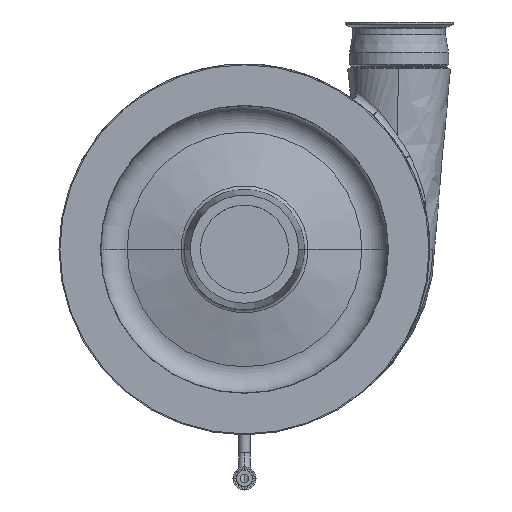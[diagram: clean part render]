
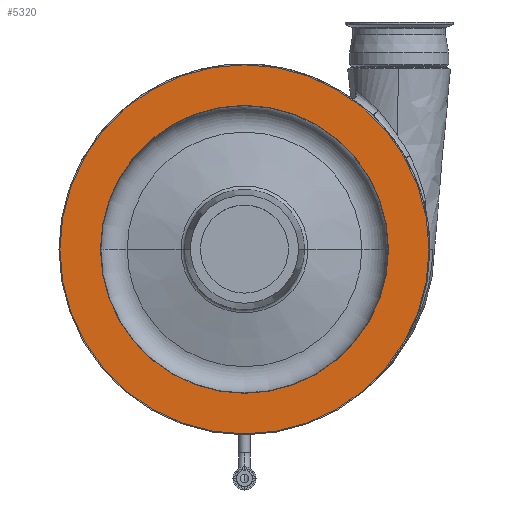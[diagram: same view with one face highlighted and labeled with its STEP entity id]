
A CAD part, top view. The second image highlights one B-rep face of the part: STEP entity #5320.
In plain terms, the highlighted planar face has unit normal (0, 0, 1).
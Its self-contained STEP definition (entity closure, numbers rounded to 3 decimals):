
#197 = DIRECTION ( 'NONE',  ( -1., 0., 0. ) ) ;
#260 = ORIENTED_EDGE ( 'NONE', *, *, #1047, .T. ) ;
#406 = VERTEX_POINT ( 'NONE', #2249 ) ;
#586 = FACE_OUTER_BOUND ( 'NONE', #10188, .T. ) ;
#771 = PLANE ( 'NONE',  #11336 ) ;
#836 = CARTESIAN_POINT ( 'NONE',  ( 203., 0., 257. ) ) ;
#1006 = EDGE_LOOP ( 'NONE', ( #10356, #260 ) ) ;
#1047 = EDGE_CURVE ( 'NONE', #406, #3826, #11851, .T. ) ;
#1130 = DIRECTION ( 'NONE',  ( 0., 0., -1. ) ) ;
#1664 = ORIENTED_EDGE ( 'NONE', *, *, #11355, .F. ) ;
#1791 = AXIS2_PLACEMENT_3D ( 'NONE', #5089, #11019, #197 ) ;
#2249 = CARTESIAN_POINT ( 'NONE',  ( 158.354, 0., 257. ) ) ;
#2975 = DIRECTION ( 'NONE',  ( -1., 0., 0. ) ) ;
#3000 = CARTESIAN_POINT ( 'NONE',  ( 0., 0., 257. ) ) ;
#3061 = CARTESIAN_POINT ( 'NONE',  ( -203., 0., 257. ) ) ;
#3132 = AXIS2_PLACEMENT_3D ( 'NONE', #10217, #7932, #6944 ) ;
#3781 = DIRECTION ( 'NONE',  ( 0., 0., 1. ) ) ;
#3826 = VERTEX_POINT ( 'NONE', #4865 ) ;
#4182 = VERTEX_POINT ( 'NONE', #3061 ) ;
#4229 = EDGE_CURVE ( 'NONE', #4182, #11136, #12331, .T. ) ;
#4865 = CARTESIAN_POINT ( 'NONE',  ( -158.354, 0., 257. ) ) ;
#5089 = CARTESIAN_POINT ( 'NONE',  ( 0., 0., 257. ) ) ;
#5320 = ADVANCED_FACE ( 'NONE', ( #8540, #586 ), #771, .T. ) ;
#6038 = CIRCLE ( 'NONE', #3132, 203. ) ;
#6944 = DIRECTION ( 'NONE',  ( -1., 0., 0. ) ) ;
#7052 = CARTESIAN_POINT ( 'NONE',  ( 0., 0., 257. ) ) ;
#7410 = CIRCLE ( 'NONE', #1791, 158.354 ) ;
#7495 = AXIS2_PLACEMENT_3D ( 'NONE', #7052, #1130, #2975 ) ;
#7932 = DIRECTION ( 'NONE',  ( 0., 0., -1. ) ) ;
#7995 = DIRECTION ( 'NONE',  ( -1., 0., 0. ) ) ;
#8454 = EDGE_CURVE ( 'NONE', #3826, #406, #7410, .T. ) ;
#8540 = FACE_BOUND ( 'NONE', #1006, .T. ) ;
#8816 = AXIS2_PLACEMENT_3D ( 'NONE', #3000, #9900, #7995 ) ;
#9900 = DIRECTION ( 'NONE',  ( 0., 0., -1. ) ) ;
#10188 = EDGE_LOOP ( 'NONE', ( #11577, #1664 ) ) ;
#10217 = CARTESIAN_POINT ( 'NONE',  ( 0., 0., 257. ) ) ;
#10356 = ORIENTED_EDGE ( 'NONE', *, *, #8454, .T. ) ;
#11019 = DIRECTION ( 'NONE',  ( 0., 0., -1. ) ) ;
#11136 = VERTEX_POINT ( 'NONE', #836 ) ;
#11336 = AXIS2_PLACEMENT_3D ( 'NONE', #12678, #3781, #11446 ) ;
#11355 = EDGE_CURVE ( 'NONE', #11136, #4182, #6038, .T. ) ;
#11446 = DIRECTION ( 'NONE',  ( 1., 0., 0. ) ) ;
#11577 = ORIENTED_EDGE ( 'NONE', *, *, #4229, .F. ) ;
#11851 = CIRCLE ( 'NONE', #7495, 158.354 ) ;
#12331 = CIRCLE ( 'NONE', #8816, 203. ) ;
#12678 = CARTESIAN_POINT ( 'NONE',  ( 0., 158.354, 257. ) ) ;
